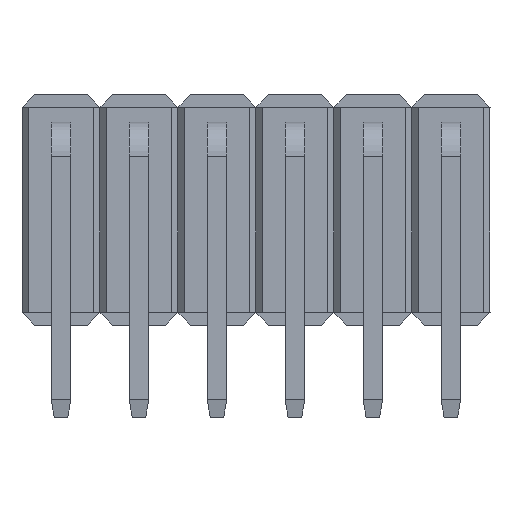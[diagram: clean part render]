
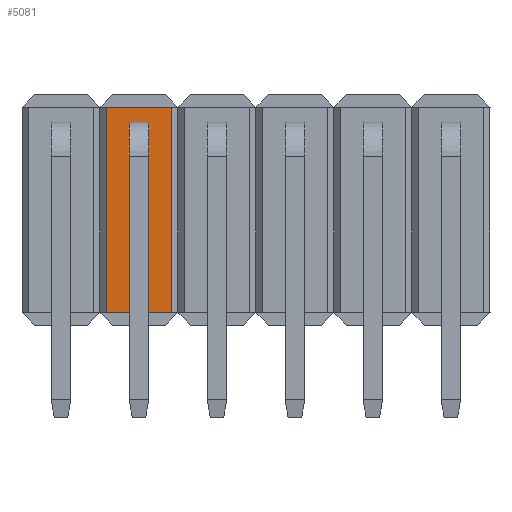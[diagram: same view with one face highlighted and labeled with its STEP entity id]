
A CAD part, front view. The second image highlights one B-rep face of the part: STEP entity #5081.
In plain terms, the highlighted planar face has unit normal (0, -1, 0).
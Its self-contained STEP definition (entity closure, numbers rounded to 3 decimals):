
#169 = CARTESIAN_POINT ( 'NONE',  ( 1.47, 0.54, 3.35 ) ) ;
#240 = VERTEX_POINT ( 'NONE', #15481 ) ;
#256 = CARTESIAN_POINT ( 'NONE',  ( 2.22, 0.54, 2.22 ) ) ;
#428 = VERTEX_POINT ( 'NONE', #1871 ) ;
#562 = VECTOR ( 'NONE', #6541, 1000. ) ;
#563 = LINE ( 'NONE', #10772, #10748 ) ;
#697 = DIRECTION ( 'NONE',  ( 1., 0., 0. ) ) ;
#701 = DIRECTION ( 'NONE',  ( 1., 0., 0. ) ) ;
#799 = ORIENTED_EDGE ( 'NONE', *, *, #3428, .T. ) ;
#813 = CARTESIAN_POINT ( 'NONE',  ( 2.22, 0.54, -0.32 ) ) ;
#902 = EDGE_CURVE ( 'NONE', #10795, #428, #4000, .T. ) ;
#972 = DIRECTION ( 'NONE',  ( -1., 0., 0. ) ) ;
#1254 = CARTESIAN_POINT ( 'NONE',  ( 2.86, 0.54, 2.86 ) ) ;
#1303 = DIRECTION ( 'NONE',  ( 1., 0., 0. ) ) ;
#1623 = VECTOR ( 'NONE', #15499, 1000. ) ;
#1626 = DIRECTION ( 'NONE',  ( 0., 1., 0. ) ) ;
#1711 = CARTESIAN_POINT ( 'NONE',  ( 2.86, 0.54, -0.32 ) ) ;
#1855 = VECTOR ( 'NONE', #12357, 1000. ) ;
#1871 = CARTESIAN_POINT ( 'NONE',  ( 2.22, 0.54, -2.22 ) ) ;
#1894 = LINE ( 'NONE', #10951, #11284 ) ;
#2102 = LINE ( 'NONE', #6070, #4716 ) ;
#2255 = EDGE_CURVE ( 'NONE', #13620, #12373, #2102, .T. ) ;
#2708 = DIRECTION ( 'NONE',  ( 0., 0., -1. ) ) ;
#2883 = CARTESIAN_POINT ( 'NONE',  ( 2.22, 0.54, 0.32 ) ) ;
#2924 = FACE_OUTER_BOUND ( 'NONE', #12615, .T. ) ;
#3019 = CARTESIAN_POINT ( 'NONE',  ( 1.47, 0.54, 3.35 ) ) ;
#3146 = LINE ( 'NONE', #8350, #12906 ) ;
#3223 = ORIENTED_EDGE ( 'NONE', *, *, #3690, .F. ) ;
#3283 = CARTESIAN_POINT ( 'NONE',  ( 2.86, 0.54, -0.32 ) ) ;
#3428 = EDGE_CURVE ( 'NONE', #9856, #7892, #8794, .T. ) ;
#3492 = LINE ( 'NONE', #14659, #9858 ) ;
#3600 = VECTOR ( 'NONE', #9702, 1000. ) ;
#3690 = EDGE_CURVE ( 'NONE', #11822, #16145, #563, .T. ) ;
#3778 = CARTESIAN_POINT ( 'NONE',  ( 2.86, 0.54, 2.22 ) ) ;
#3815 = ORIENTED_EDGE ( 'NONE', *, *, #14094, .T. ) ;
#4000 = LINE ( 'NONE', #13760, #562 ) ;
#4079 = CARTESIAN_POINT ( 'NONE',  ( 2.22, 0.54, -2.86 ) ) ;
#4357 = DIRECTION ( 'NONE',  ( 0., 0., 1. ) ) ;
#4477 = VERTEX_POINT ( 'NONE', #11855 ) ;
#4565 = DIRECTION ( 'NONE',  ( 0., 0., -1. ) ) ;
#4612 = DIRECTION ( 'NONE',  ( -1., 0., 0. ) ) ;
#4699 = CARTESIAN_POINT ( 'NONE',  ( 2.22, 0.54, 2.86 ) ) ;
#4716 = VECTOR ( 'NONE', #14932, 1000. ) ;
#5012 = EDGE_CURVE ( 'NONE', #16145, #240, #8732, .T. ) ;
#5017 = LINE ( 'NONE', #11709, #1623 ) ;
#5081 = ADVANCED_FACE ( 'NONE', ( #11301, #13080, #6328, #2924 ), #14309, .F. ) ;
#5394 = VECTOR ( 'NONE', #1303, 1000. ) ;
#6070 = CARTESIAN_POINT ( 'NONE',  ( 2.22, 0.54, 2.22 ) ) ;
#6213 = ORIENTED_EDGE ( 'NONE', *, *, #2255, .T. ) ;
#6328 = FACE_BOUND ( 'NONE', #13745, .T. ) ;
#6472 = EDGE_CURVE ( 'NONE', #10844, #4477, #3146, .T. ) ;
#6484 = LINE ( 'NONE', #3283, #16165 ) ;
#6541 = DIRECTION ( 'NONE',  ( 0., 0., 1. ) ) ;
#7316 = EDGE_CURVE ( 'NONE', #14748, #10795, #1894, .T. ) ;
#7383 = ORIENTED_EDGE ( 'NONE', *, *, #12860, .T. ) ;
#7822 = ORIENTED_EDGE ( 'NONE', *, *, #11644, .T. ) ;
#7832 = DIRECTION ( 'NONE',  ( 0., 0., -1. ) ) ;
#7839 = CARTESIAN_POINT ( 'NONE',  ( 3.61, 0.54, 3.35 ) ) ;
#7892 = VERTEX_POINT ( 'NONE', #1254 ) ;
#7959 = LINE ( 'NONE', #9415, #14301 ) ;
#8350 = CARTESIAN_POINT ( 'NONE',  ( 2.22, 0.54, 0.32 ) ) ;
#8433 = CARTESIAN_POINT ( 'NONE',  ( 2.22, 0.54, 2.22 ) ) ;
#8616 = ORIENTED_EDGE ( 'NONE', *, *, #14986, .T. ) ;
#8732 = LINE ( 'NONE', #7839, #13654 ) ;
#8794 = LINE ( 'NONE', #16482, #5394 ) ;
#9015 = ORIENTED_EDGE ( 'NONE', *, *, #9816, .T. ) ;
#9240 = VERTEX_POINT ( 'NONE', #813 ) ;
#9279 = CARTESIAN_POINT ( 'NONE',  ( 1.27, 0.54, 3.35 ) ) ;
#9415 = CARTESIAN_POINT ( 'NONE',  ( 2.22, 0.54, -0.32 ) ) ;
#9599 = EDGE_LOOP ( 'NONE', ( #3815, #12163, #10389, #14146 ) ) ;
#9702 = DIRECTION ( 'NONE',  ( 0., 0., 1. ) ) ;
#9816 = EDGE_CURVE ( 'NONE', #12373, #9856, #13714, .T. ) ;
#9856 = VERTEX_POINT ( 'NONE', #4699 ) ;
#9858 = VECTOR ( 'NONE', #701, 1000. ) ;
#10269 = VERTEX_POINT ( 'NONE', #1711 ) ;
#10300 = EDGE_CURVE ( 'NONE', #9240, #10844, #7959, .T. ) ;
#10389 = ORIENTED_EDGE ( 'NONE', *, *, #6472, .T. ) ;
#10445 = VECTOR ( 'NONE', #972, 1000. ) ;
#10467 = CARTESIAN_POINT ( 'NONE',  ( 1.47, 0.54, -3.35 ) ) ;
#10546 = DIRECTION ( 'NONE',  ( 0., 0., 1. ) ) ;
#10619 = LINE ( 'NONE', #3778, #11020 ) ;
#10748 = VECTOR ( 'NONE', #12052, 1000. ) ;
#10772 = CARTESIAN_POINT ( 'NONE',  ( 1.27, 0.54, 3.35 ) ) ;
#10795 = VERTEX_POINT ( 'NONE', #4079 ) ;
#10844 = VERTEX_POINT ( 'NONE', #2883 ) ;
#10951 = CARTESIAN_POINT ( 'NONE',  ( 2.22, 0.54, -2.86 ) ) ;
#11020 = VECTOR ( 'NONE', #12678, 1000. ) ;
#11284 = VECTOR ( 'NONE', #4612, 1000. ) ;
#11301 = FACE_BOUND ( 'NONE', #11972, .T. ) ;
#11644 = EDGE_CURVE ( 'NONE', #11822, #13189, #15812, .T. ) ;
#11709 = CARTESIAN_POINT ( 'NONE',  ( 1.27, 0.54, -3.35 ) ) ;
#11750 = CARTESIAN_POINT ( 'NONE',  ( 2.86, 0.54, -2.22 ) ) ;
#11822 = VERTEX_POINT ( 'NONE', #3019 ) ;
#11841 = AXIS2_PLACEMENT_3D ( 'NONE', #9279, #1626, #10546 ) ;
#11855 = CARTESIAN_POINT ( 'NONE',  ( 2.86, 0.54, 0.32 ) ) ;
#11960 = ORIENTED_EDGE ( 'NONE', *, *, #902, .T. ) ;
#11972 = EDGE_LOOP ( 'NONE', ( #7383, #14511, #11960, #12360 ) ) ;
#12052 = DIRECTION ( 'NONE',  ( 1., 0., 0. ) ) ;
#12163 = ORIENTED_EDGE ( 'NONE', *, *, #10300, .T. ) ;
#12357 = DIRECTION ( 'NONE',  ( 0., 0., -1. ) ) ;
#12358 = VERTEX_POINT ( 'NONE', #11750 ) ;
#12360 = ORIENTED_EDGE ( 'NONE', *, *, #12785, .T. ) ;
#12373 = VERTEX_POINT ( 'NONE', #256 ) ;
#12466 = CARTESIAN_POINT ( 'NONE',  ( 2.22, 0.54, -0.32 ) ) ;
#12496 = VECTOR ( 'NONE', #7832, 1000. ) ;
#12615 = EDGE_LOOP ( 'NONE', ( #15904, #3223, #7822, #8616 ) ) ;
#12678 = DIRECTION ( 'NONE',  ( 0., 0., -1. ) ) ;
#12785 = EDGE_CURVE ( 'NONE', #428, #12358, #3492, .T. ) ;
#12789 = EDGE_CURVE ( 'NONE', #4477, #10269, #6484, .T. ) ;
#12860 = EDGE_CURVE ( 'NONE', #12358, #14748, #15391, .T. ) ;
#12906 = VECTOR ( 'NONE', #697, 1000. ) ;
#13080 = FACE_BOUND ( 'NONE', #9599, .T. ) ;
#13189 = VERTEX_POINT ( 'NONE', #10467 ) ;
#13529 = EDGE_CURVE ( 'NONE', #7892, #13620, #10619, .T. ) ;
#13620 = VERTEX_POINT ( 'NONE', #15353 ) ;
#13654 = VECTOR ( 'NONE', #2708, 1000. ) ;
#13714 = LINE ( 'NONE', #8433, #3600 ) ;
#13738 = CARTESIAN_POINT ( 'NONE',  ( 2.86, 0.54, -2.86 ) ) ;
#13745 = EDGE_LOOP ( 'NONE', ( #9015, #799, #15518, #6213 ) ) ;
#13760 = CARTESIAN_POINT ( 'NONE',  ( 2.22, 0.54, -2.22 ) ) ;
#14094 = EDGE_CURVE ( 'NONE', #10269, #9240, #14206, .T. ) ;
#14146 = ORIENTED_EDGE ( 'NONE', *, *, #12789, .T. ) ;
#14206 = LINE ( 'NONE', #12466, #10445 ) ;
#14231 = CARTESIAN_POINT ( 'NONE',  ( 3.61, 0.54, 3.35 ) ) ;
#14301 = VECTOR ( 'NONE', #4357, 1000. ) ;
#14309 = PLANE ( 'NONE',  #11841 ) ;
#14511 = ORIENTED_EDGE ( 'NONE', *, *, #7316, .T. ) ;
#14659 = CARTESIAN_POINT ( 'NONE',  ( 2.22, 0.54, -2.22 ) ) ;
#14748 = VERTEX_POINT ( 'NONE', #13738 ) ;
#14932 = DIRECTION ( 'NONE',  ( -1., 0., 0. ) ) ;
#14986 = EDGE_CURVE ( 'NONE', #13189, #240, #5017, .T. ) ;
#15353 = CARTESIAN_POINT ( 'NONE',  ( 2.86, 0.54, 2.22 ) ) ;
#15391 = LINE ( 'NONE', #16075, #1855 ) ;
#15481 = CARTESIAN_POINT ( 'NONE',  ( 3.61, 0.54, -3.35 ) ) ;
#15499 = DIRECTION ( 'NONE',  ( 1., 0., 0. ) ) ;
#15518 = ORIENTED_EDGE ( 'NONE', *, *, #13529, .T. ) ;
#15812 = LINE ( 'NONE', #169, #12496 ) ;
#15904 = ORIENTED_EDGE ( 'NONE', *, *, #5012, .F. ) ;
#16075 = CARTESIAN_POINT ( 'NONE',  ( 2.86, 0.54, -2.22 ) ) ;
#16145 = VERTEX_POINT ( 'NONE', #14231 ) ;
#16165 = VECTOR ( 'NONE', #4565, 1000. ) ;
#16482 = CARTESIAN_POINT ( 'NONE',  ( 2.22, 0.54, 2.86 ) ) ;
